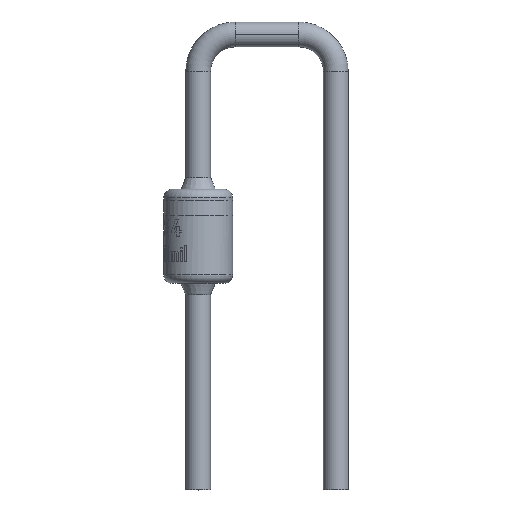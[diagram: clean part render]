
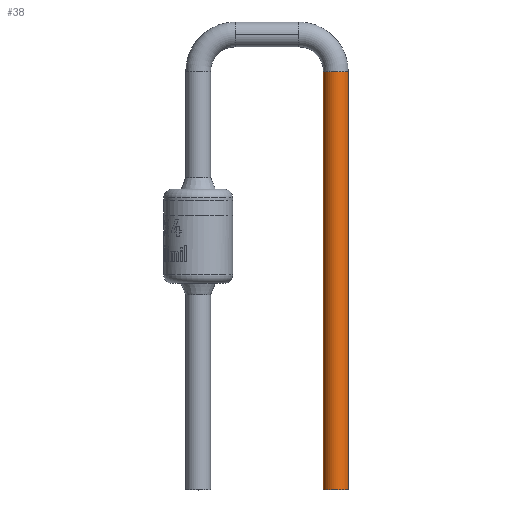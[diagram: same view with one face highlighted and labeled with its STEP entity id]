
A CAD part, top view. The second image highlights one B-rep face of the part: STEP entity #38.
In plain terms, the highlighted cylindrical face has radius 0.229 mm (diameter 0.458 mm), a partial arc.
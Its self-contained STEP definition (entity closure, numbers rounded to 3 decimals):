
#17 = CARTESIAN_POINT ( 'NONE',  ( 2.311, 5.118, 0. ) ) ;
#38 = ADVANCED_FACE ( 'NONE', ( #2437 ), #2185, .T. ) ;
#170 = ORIENTED_EDGE ( 'NONE', *, *, #2944, .T. ) ;
#363 = EDGE_LOOP ( 'NONE', ( #3229, #170, #3034, #3253 ) ) ;
#429 = DIRECTION ( 'NONE',  ( 0., 1., 0. ) ) ;
#885 = CARTESIAN_POINT ( 'NONE',  ( 2.769, -2.6, 0. ) ) ;
#890 = CIRCLE ( 'NONE', #3453, 0.229 ) ;
#938 = CARTESIAN_POINT ( 'NONE',  ( 2.769, -2.6, 0. ) ) ;
#1072 = EDGE_CURVE ( 'NONE', #2822, #2509, #3596, .T. ) ;
#1075 = DIRECTION ( 'NONE',  ( 0., -1., 0. ) ) ;
#1128 = DIRECTION ( 'NONE',  ( 0., -1., 0. ) ) ;
#1182 = EDGE_CURVE ( 'NONE', #3014, #2509, #2431, .T. ) ;
#1287 = CARTESIAN_POINT ( 'NONE',  ( 2.311, -2.6, 0. ) ) ;
#1562 = CARTESIAN_POINT ( 'NONE',  ( 2.54, -2.6, 0. ) ) ;
#1586 = AXIS2_PLACEMENT_3D ( 'NONE', #1562, #429, #2741 ) ;
#1636 = CARTESIAN_POINT ( 'NONE',  ( 2.54, 5.118, 0. ) ) ;
#1643 = VECTOR ( 'NONE', #3626, 1000. ) ;
#1777 = AXIS2_PLACEMENT_3D ( 'NONE', #1636, #1075, #3170 ) ;
#2074 = LINE ( 'NONE', #938, #3331 ) ;
#2134 = CARTESIAN_POINT ( 'NONE',  ( 2.311, -2.6, 0. ) ) ;
#2185 = CYLINDRICAL_SURFACE ( 'NONE', #1586, 0.229 ) ;
#2273 = CARTESIAN_POINT ( 'NONE',  ( 2.54, -2.6, 0. ) ) ;
#2431 = LINE ( 'NONE', #2134, #1643 ) ;
#2437 = FACE_OUTER_BOUND ( 'NONE', #363, .T. ) ;
#2509 = VERTEX_POINT ( 'NONE', #17 ) ;
#2741 = DIRECTION ( 'NONE',  ( -1., 0., 0. ) ) ;
#2822 = VERTEX_POINT ( 'NONE', #3201 ) ;
#2850 = DIRECTION ( 'NONE',  ( 1., 0., 0. ) ) ;
#2944 = EDGE_CURVE ( 'NONE', #3344, #2822, #2074, .T. ) ;
#3014 = VERTEX_POINT ( 'NONE', #1287 ) ;
#3034 = ORIENTED_EDGE ( 'NONE', *, *, #1072, .T. ) ;
#3170 = DIRECTION ( 'NONE',  ( 1., 0., 0. ) ) ;
#3201 = CARTESIAN_POINT ( 'NONE',  ( 2.769, 5.118, 0. ) ) ;
#3229 = ORIENTED_EDGE ( 'NONE', *, *, #3363, .F. ) ;
#3236 = DIRECTION ( 'NONE',  ( 0., 1., 0. ) ) ;
#3253 = ORIENTED_EDGE ( 'NONE', *, *, #1182, .F. ) ;
#3331 = VECTOR ( 'NONE', #3236, 1000. ) ;
#3344 = VERTEX_POINT ( 'NONE', #885 ) ;
#3363 = EDGE_CURVE ( 'NONE', #3344, #3014, #890, .T. ) ;
#3453 = AXIS2_PLACEMENT_3D ( 'NONE', #2273, #1128, #2850 ) ;
#3596 = CIRCLE ( 'NONE', #1777, 0.229 ) ;
#3626 = DIRECTION ( 'NONE',  ( 0., 1., 0. ) ) ;
